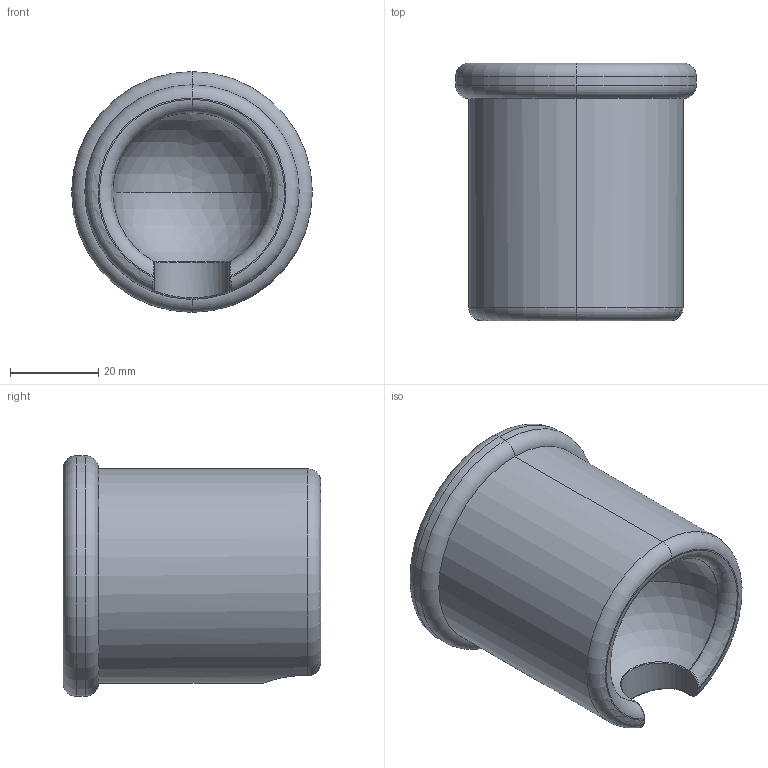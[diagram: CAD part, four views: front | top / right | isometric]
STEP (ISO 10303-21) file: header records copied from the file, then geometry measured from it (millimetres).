
FILE_DESCRIPTION (( 'STEP AP214' ), '1' );
FILE_NAME ('Beike Bk-03 fixed part.STEP', '2015-10-20T23:29:52', ( '' ), ( '' ), 'SwSTEP 2.0', 'SolidWorks 2015', '' );
FILE_SCHEMA (( 'AUTOMOTIVE_DESIGN' ));
Length unit declared in the file: millimetre
Products named in the file (1): Beike Bk-03 fixed part
Bounding box: 54.5 x 58.3 x 54.5 mm (x, y, z)
Volume: 91240.9 mm3; surface area: 14900 mm2
Topology: 1 solids, 1 shells, 37 faces, 87 edges, 52 vertices
Faces by surface type: torus 13, cylinder 11, bspline 6, plane 5, sphere 2
Entity records: 1800 total; most frequent: CARTESIAN_POINT 945, DIRECTION 186, ORIENTED_EDGE 168, AXIS2_PLACEMENT_3D 85, EDGE_CURVE 84, CIRCLE 53, VERTEX_POINT 50, EDGE_LOOP 38
